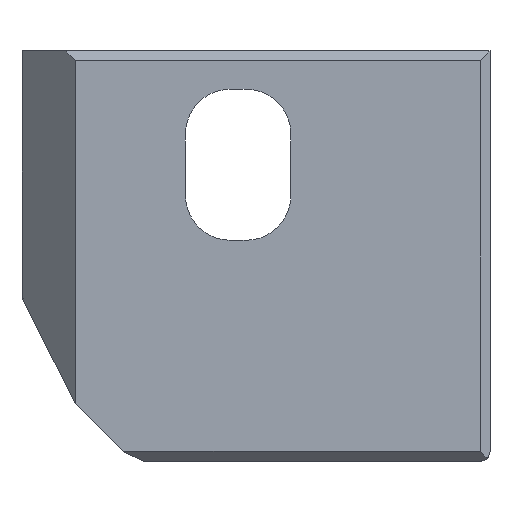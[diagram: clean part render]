
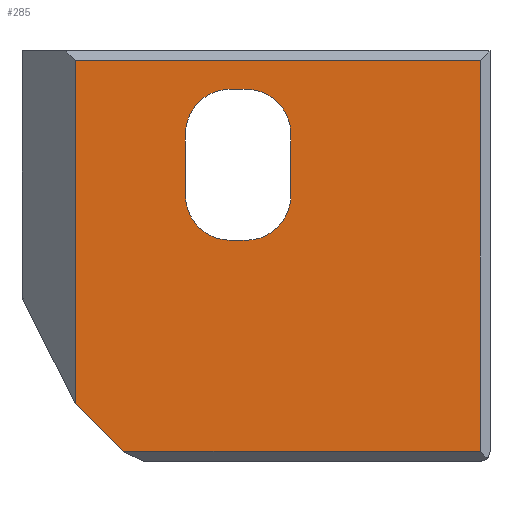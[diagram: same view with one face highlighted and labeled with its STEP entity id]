
A CAD part, front view. The second image highlights one B-rep face of the part: STEP entity #285.
In plain terms, the highlighted planar face has unit normal (0, -1, 0).
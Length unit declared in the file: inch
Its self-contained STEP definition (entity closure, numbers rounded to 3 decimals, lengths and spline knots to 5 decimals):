
#285=ADVANCED_FACE('',(#706,#707),#708,.F.);
#706=FACE_BOUND('',#1278,.T.);
#707=FACE_OUTER_BOUND('',#1279,.T.);
#708=PLANE('',#1280);
#1278=EDGE_LOOP('',(#2186,#2187,#2188,#2189,#2190,#2191,#2192,#2193,#2194,#2195,#2196,#2197));
#1279=EDGE_LOOP('',(#2198,#2199,#2200,#2201,#2202));
#1280=AXIS2_PLACEMENT_3D('',#2203,#2204,#2205);
#2186=ORIENTED_EDGE('',*,*,#3729,.T.);
#2187=ORIENTED_EDGE('',*,*,#3620,.F.);
#2188=ORIENTED_EDGE('',*,*,#3730,.F.);
#2189=ORIENTED_EDGE('',*,*,#3731,.T.);
#2190=ORIENTED_EDGE('',*,*,#3697,.F.);
#2191=ORIENTED_EDGE('',*,*,#3732,.F.);
#2192=ORIENTED_EDGE('',*,*,#3733,.T.);
#2193=ORIENTED_EDGE('',*,*,#3734,.F.);
#2194=ORIENTED_EDGE('',*,*,#3735,.F.);
#2195=ORIENTED_EDGE('',*,*,#3736,.T.);
#2196=ORIENTED_EDGE('',*,*,#3737,.F.);
#2197=ORIENTED_EDGE('',*,*,#3738,.F.);
#2198=ORIENTED_EDGE('',*,*,#3629,.F.);
#2199=ORIENTED_EDGE('',*,*,#3739,.F.);
#2200=ORIENTED_EDGE('',*,*,#3740,.F.);
#2201=ORIENTED_EDGE('',*,*,#3741,.T.);
#2202=ORIENTED_EDGE('',*,*,#3742,.F.);
#2203=CARTESIAN_POINT('',(-8.69651,-6.59546,10.64075));
#2204=DIRECTION('',(0.,1.0,0.0));
#2205=DIRECTION('',(-0.0,0.0,-1.0));
#3620=EDGE_CURVE('',#4295,#4297,#4298,.T.);
#3629=EDGE_CURVE('',#4312,#4313,#4314,.T.);
#3697=EDGE_CURVE('',#4429,#4431,#4432,.T.);
#3729=EDGE_CURVE('',#4486,#4297,#4487,.T.);
#3730=EDGE_CURVE('',#4488,#4295,#4489,.T.);
#3731=EDGE_CURVE('',#4488,#4431,#4490,.T.);
#3732=EDGE_CURVE('',#4491,#4429,#4492,.T.);
#3733=EDGE_CURVE('',#4491,#4493,#4494,.F.);
#3734=EDGE_CURVE('',#4495,#4493,#4496,.T.);
#3735=EDGE_CURVE('',#4497,#4495,#4498,.T.);
#3736=EDGE_CURVE('',#4497,#4499,#4500,.T.);
#3737=EDGE_CURVE('',#4501,#4499,#4502,.T.);
#3738=EDGE_CURVE('',#4486,#4501,#4503,.T.);
#3739=EDGE_CURVE('',#4504,#4312,#4505,.T.);
#3740=EDGE_CURVE('',#4506,#4504,#4507,.T.);
#3741=EDGE_CURVE('',#4506,#4508,#4509,.F.);
#3742=EDGE_CURVE('',#4313,#4508,#4510,.T.);
#4295=VERTEX_POINT('',#5254);
#4297=VERTEX_POINT('',#5257);
#4298=CIRCLE('',#5258,0.11024);
#4312=VERTEX_POINT('',#5277);
#4313=VERTEX_POINT('',#5278);
#4314=LINE('',#5279,#5280);
#4429=VERTEX_POINT('',#5448);
#4431=VERTEX_POINT('',#5451);
#4432=CIRCLE('',#5452,0.11024);
#4486=VERTEX_POINT('',#5524);
#4487=LINE('',#5525,#5526);
#4488=VERTEX_POINT('',#5527);
#4489=CIRCLE('',#5528,0.11024);
#4490=LINE('',#5529,#5530);
#4491=VERTEX_POINT('',#5531);
#4492=CIRCLE('',#5532,0.11024);
#4493=VERTEX_POINT('',#5533);
#4494=LINE('',#5534,#5535);
#4495=VERTEX_POINT('',#5536);
#4496=CIRCLE('',#5537,0.11024);
#4497=VERTEX_POINT('',#5538);
#4498=CIRCLE('',#5539,0.11024);
#4499=VERTEX_POINT('',#5540);
#4500=LINE('',#5541,#5542);
#4501=VERTEX_POINT('',#5543);
#4502=CIRCLE('',#5544,0.11024);
#4503=CIRCLE('',#5545,0.11024);
#4504=VERTEX_POINT('',#5546);
#4505=LINE('',#5547,#5548);
#4506=VERTEX_POINT('',#5549);
#4507=LINE('',#5550,#5551);
#4508=VERTEX_POINT('',#5552);
#4509=LINE('',#5553,#5554);
#4510=LINE('',#5555,#5556);
#5254=CARTESIAN_POINT('',(-8.87716,-6.59546,10.61553));
#5257=CARTESIAN_POINT('',(-8.79921,-6.59546,10.58325));
#5258=AXIS2_PLACEMENT_3D('',#6682,#6683,#6684);
#5277=CARTESIAN_POINT('',(-8.18219,-6.59546,11.02637));
#5278=CARTESIAN_POINT('',(-8.18219,-6.59546,10.06222));
#5279=CARTESIAN_POINT('',(-8.18219,-6.59546,10.59252));
#5280=VECTOR('',#6693,1.0);
#5448=CARTESIAN_POINT('',(-8.87716,-6.59546,10.92322));
#5451=CARTESIAN_POINT('',(-8.90945,-6.59546,10.84527));
#5452=AXIS2_PLACEMENT_3D('',#6785,#6786,#6787);
#5524=CARTESIAN_POINT('',(-8.75984,-6.59546,10.58325));
#5525=CARTESIAN_POINT('',(-8.66519,-6.59546,10.58325));
#5526=VECTOR('',#6833,1.0);
#5527=CARTESIAN_POINT('',(-8.90945,-6.59546,10.69348));
#5528=AXIS2_PLACEMENT_3D('',#6834,#6835,#6836);
#5529=CARTESIAN_POINT('',(-8.90945,-6.59546,10.73459));
#5530=VECTOR('',#6837,1.0);
#5531=CARTESIAN_POINT('',(-8.79921,-6.59546,10.95551));
#5532=AXIS2_PLACEMENT_3D('',#6838,#6839,#6840);
#5533=CARTESIAN_POINT('',(-8.75984,-6.59546,10.95551));
#5534=CARTESIAN_POINT('',(-8.67995,-6.59546,10.95551));
#5535=VECTOR('',#6841,1.0);
#5536=CARTESIAN_POINT('',(-8.68189,-6.59546,10.92322));
#5537=AXIS2_PLACEMENT_3D('',#6842,#6843,#6844);
#5538=CARTESIAN_POINT('',(-8.64961,-6.59546,10.84527));
#5539=AXIS2_PLACEMENT_3D('',#6845,#6846,#6847);
#5540=CARTESIAN_POINT('',(-8.64961,-6.59546,10.69348));
#5541=CARTESIAN_POINT('',(-8.64961,-6.59546,10.73459));
#5542=VECTOR('',#6848,1.0);
#5543=CARTESIAN_POINT('',(-8.68189,-6.59546,10.61553));
#5544=AXIS2_PLACEMENT_3D('',#6849,#6850,#6851);
#5545=AXIS2_PLACEMENT_3D('',#6852,#6853,#6854);
#5546=CARTESIAN_POINT('',(-9.1811,-6.59546,11.02637));
#5547=CARTESIAN_POINT('',(-8.61974,-6.59546,11.02637));
#5548=VECTOR('',#6855,1.0);
#5549=CARTESIAN_POINT('',(-9.1811,-6.59546,10.18056));
#5550=CARTESIAN_POINT('',(-9.1811,-6.59546,10.44489));
#5551=VECTOR('',#6856,1.0);
#5552=CARTESIAN_POINT('',(-9.06143,-6.59546,10.06222));
#5553=CARTESIAN_POINT('',(-9.17732,-6.59546,10.17682));
#5554=VECTOR('',#6857,1.);
#5555=CARTESIAN_POINT('',(-8.56534,-6.59546,10.06222));
#5556=VECTOR('',#6858,1.0);
#6682=CARTESIAN_POINT('',(-8.79921,-6.59546,10.69348));
#6683=DIRECTION('',(0.,-1.0,0.));
#6684=DIRECTION('',(-0.707,0.,-0.707));
#6693=DIRECTION('',(-0.0,0.0,-1.0));
#6785=CARTESIAN_POINT('',(-8.79921,-6.59546,10.84527));
#6786=DIRECTION('',(0.,-1.0,0.0));
#6787=DIRECTION('',(-0.707,0.,0.707));
#6833=DIRECTION('',(-1.0,0.,0.0));
#6834=CARTESIAN_POINT('',(-8.79921,-6.59546,10.69348));
#6835=DIRECTION('',(0.,-1.0,0.));
#6836=DIRECTION('',(-0.707,0.,-0.707));
#6837=DIRECTION('',(0.0,0.0,1.0));
#6838=CARTESIAN_POINT('',(-8.79921,-6.59546,10.84527));
#6839=DIRECTION('',(0.,-1.0,0.0));
#6840=DIRECTION('',(-0.707,0.,0.707));
#6841=DIRECTION('',(-1.0,0.,0.0));
#6842=CARTESIAN_POINT('',(-8.75984,-6.59546,10.84527));
#6843=DIRECTION('',(0.,-1.0,0.0));
#6844=DIRECTION('',(0.707,0.,0.707));
#6845=CARTESIAN_POINT('',(-8.75984,-6.59546,10.84527));
#6846=DIRECTION('',(0.,-1.0,0.0));
#6847=DIRECTION('',(0.707,0.,0.707));
#6848=DIRECTION('',(-0.0,0.0,-1.0));
#6849=CARTESIAN_POINT('',(-8.75984,-6.59546,10.69348));
#6850=DIRECTION('',(0.,-1.0,0.0));
#6851=DIRECTION('',(0.707,0.,-0.707));
#6852=CARTESIAN_POINT('',(-8.75984,-6.59546,10.69348));
#6853=DIRECTION('',(0.,-1.0,0.0));
#6854=DIRECTION('',(0.707,0.,-0.707));
#6855=DIRECTION('',(1.0,0.,0.0));
#6856=DIRECTION('',(0.,0.,1.0));
#6857=DIRECTION('',(-0.711,0.,0.703));
#6858=DIRECTION('',(-1.0,0.,0.0));
